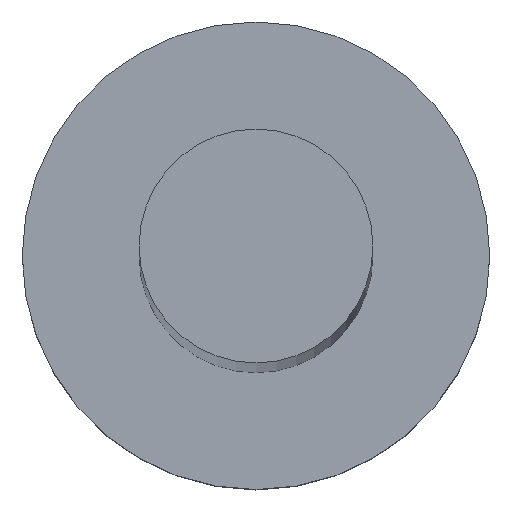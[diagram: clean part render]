
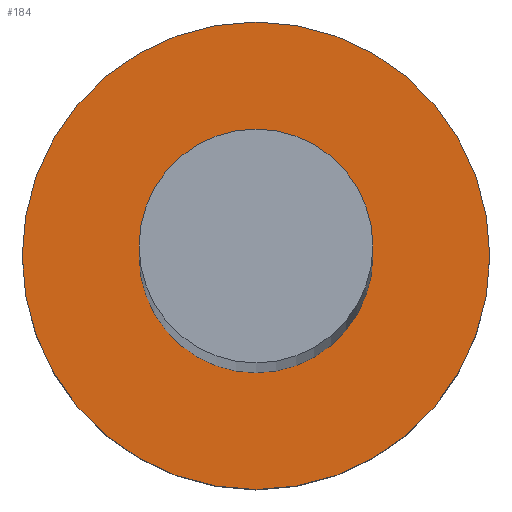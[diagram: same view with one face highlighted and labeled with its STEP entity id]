
A CAD part, top view. The second image highlights one B-rep face of the part: STEP entity #184.
In plain terms, the highlighted planar face has unit normal (0, 0, 1).
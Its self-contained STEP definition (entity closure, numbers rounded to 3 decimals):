
#3 = AXIS2_PLACEMENT_3D ( 'NONE', #31, #246, #85 ) ;
#6 = CARTESIAN_POINT ( 'NONE',  ( 0., 0., 5. ) ) ;
#8 = CIRCLE ( 'NONE', #3, 5. ) ;
#31 = CARTESIAN_POINT ( 'NONE',  ( 0., 0., 5. ) ) ;
#34 = CARTESIAN_POINT ( 'NONE',  ( 5., 0., 5. ) ) ;
#42 = VERTEX_POINT ( 'NONE', #61 ) ;
#46 = CARTESIAN_POINT ( 'NONE',  ( -5., 0., 5. ) ) ;
#49 = CARTESIAN_POINT ( 'NONE',  ( 2.5, 0., 5. ) ) ;
#61 = CARTESIAN_POINT ( 'NONE',  ( -2.5, 0., 5. ) ) ;
#62 = EDGE_LOOP ( 'NONE', ( #239, #143 ) ) ;
#68 = DIRECTION ( 'NONE',  ( 1., 0., 0. ) ) ;
#69 = FACE_BOUND ( 'NONE', #62, .T. ) ;
#74 = AXIS2_PLACEMENT_3D ( 'NONE', #201, #205, #106 ) ;
#77 = EDGE_CURVE ( 'NONE', #42, #175, #193, .T. ) ;
#80 = ORIENTED_EDGE ( 'NONE', *, *, #121, .T. ) ;
#84 = ORIENTED_EDGE ( 'NONE', *, *, #89, .T. ) ;
#85 = DIRECTION ( 'NONE',  ( 1., 0., 0. ) ) ;
#89 = EDGE_CURVE ( 'NONE', #160, #243, #227, .T. ) ;
#91 = DIRECTION ( 'NONE',  ( 1., 0., 0. ) ) ;
#102 = EDGE_LOOP ( 'NONE', ( #84, #80 ) ) ;
#104 = EDGE_CURVE ( 'NONE', #175, #42, #116, .T. ) ;
#106 = DIRECTION ( 'NONE',  ( 1., 0., 0. ) ) ;
#116 = CIRCLE ( 'NONE', #119, 2.5 ) ;
#119 = AXIS2_PLACEMENT_3D ( 'NONE', #150, #164, #131 ) ;
#121 = EDGE_CURVE ( 'NONE', #243, #160, #8, .T. ) ;
#131 = DIRECTION ( 'NONE',  ( 1., 0., 0. ) ) ;
#139 = AXIS2_PLACEMENT_3D ( 'NONE', #6, #179, #68 ) ;
#143 = ORIENTED_EDGE ( 'NONE', *, *, #104, .F. ) ;
#147 = CARTESIAN_POINT ( 'NONE',  ( 0., 0., 5. ) ) ;
#150 = CARTESIAN_POINT ( 'NONE',  ( 0., 0., 5. ) ) ;
#160 = VERTEX_POINT ( 'NONE', #46 ) ;
#164 = DIRECTION ( 'NONE',  ( 0., 0., 1. ) ) ;
#175 = VERTEX_POINT ( 'NONE', #49 ) ;
#179 = DIRECTION ( 'NONE',  ( 0., 0., 1. ) ) ;
#184 = ADVANCED_FACE ( 'NONE', ( #69, #225 ), #185, .T. ) ;
#185 = PLANE ( 'NONE',  #139 ) ;
#189 = AXIS2_PLACEMENT_3D ( 'NONE', #147, #204, #91 ) ;
#193 = CIRCLE ( 'NONE', #189, 2.5 ) ;
#201 = CARTESIAN_POINT ( 'NONE',  ( 0., 0., 5. ) ) ;
#204 = DIRECTION ( 'NONE',  ( 0., 0., 1. ) ) ;
#205 = DIRECTION ( 'NONE',  ( 0., 0., 1. ) ) ;
#225 = FACE_OUTER_BOUND ( 'NONE', #102, .T. ) ;
#227 = CIRCLE ( 'NONE', #74, 5. ) ;
#239 = ORIENTED_EDGE ( 'NONE', *, *, #77, .F. ) ;
#243 = VERTEX_POINT ( 'NONE', #34 ) ;
#246 = DIRECTION ( 'NONE',  ( 0., 0., 1. ) ) ;
